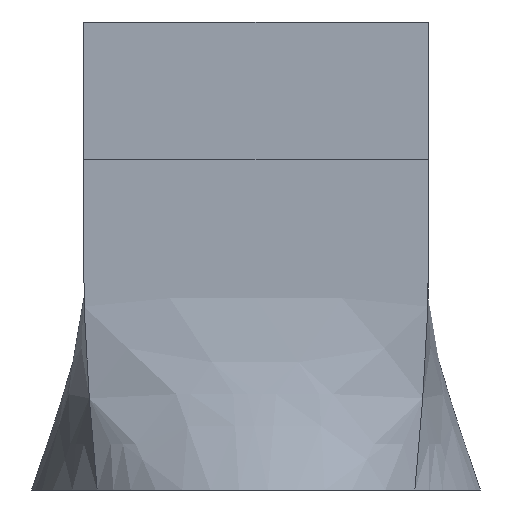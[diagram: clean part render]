
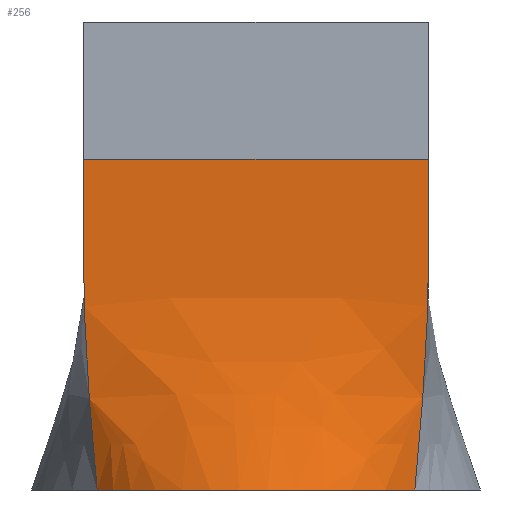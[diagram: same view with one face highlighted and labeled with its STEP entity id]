
A CAD part, left-side view. The second image highlights one B-rep face of the part: STEP entity #256.
In plain terms, the highlighted free-form (B-spline) face has degree [3, 3] with [18, 5] control points.
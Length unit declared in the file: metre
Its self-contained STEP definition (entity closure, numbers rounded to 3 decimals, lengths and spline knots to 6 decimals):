
#12=B_SPLINE_CURVE_WITH_KNOTS('',3,(#483,#484,#485,#486,#487,#488,#489),
 .UNSPECIFIED.,.F.,.F.,(4,1,1,1,4),(0.,0.25,0.5,0.75,1.),.UNSPECIFIED.);
#15=B_SPLINE_CURVE_WITH_KNOTS('',3,(#596,#597,#598,#599,#600,#601,#602),
 .UNSPECIFIED.,.F.,.F.,(4,1,1,1,4),(0.,0.25,0.5,0.75,1.),.UNSPECIFIED.);
#16=B_SPLINE_CURVE_WITH_KNOTS('',3,(#604,#605,#606,#607,#608,#609,#610),
 .UNSPECIFIED.,.F.,.F.,(4,1,1,1,4),(0.,0.25,0.5,0.75,1.),.UNSPECIFIED.);
#21=B_SPLINE_SURFACE_WITH_KNOTS('',3,3,((#506,#507,#508,#509,#510),(#511,
#512,#513,#514,#515),(#516,#517,#518,#519,#520),(#521,#522,#523,#524,#525),
(#526,#527,#528,#529,#530),(#531,#532,#533,#534,#535),(#536,#537,#538,#539,
#540),(#541,#542,#543,#544,#545),(#546,#547,#548,#549,#550),(#551,#552,
#553,#554,#555),(#556,#557,#558,#559,#560),(#561,#562,#563,#564,#565),(#566,
#567,#568,#569,#570),(#571,#572,#573,#574,#575),(#576,#577,#578,#579,#580),
(#581,#582,#583,#584,#585),(#586,#587,#588,#589,#590),(#591,#592,#593,#594,
#595)),.UNSPECIFIED.,.F.,.F.,.F.,(4,2,2,2,2,2,2,2,4),(4,1,4),(0.,0.125,
0.25,0.375,0.5,0.625,0.75,0.875,1.),(0.,0.580694,1.),
 .UNSPECIFIED.);
#79=ORIENTED_EDGE('',*,*,#121,.T.);
#80=ORIENTED_EDGE('',*,*,#110,.F.);
#81=ORIENTED_EDGE('',*,*,#124,.F.);
#82=ORIENTED_EDGE('',*,*,#125,.T.);
#110=EDGE_CURVE('',#137,#142,#165,.T.);
#121=EDGE_CURVE('',#147,#142,#12,.F.);
#124=EDGE_CURVE('',#149,#137,#15,.F.);
#125=EDGE_CURVE('',#149,#147,#16,.F.);
#137=VERTEX_POINT('',#360);
#142=VERTEX_POINT('',#372);
#147=VERTEX_POINT('',#490);
#149=VERTEX_POINT('',#603);
#165=LINE('',#371,#189);
#189=VECTOR('',#312,1.);
#213=EDGE_LOOP('',(#79,#80,#81,#82));
#231=FACE_BOUND('',#213,.T.);
#256=ADVANCED_FACE('',(#231),#21,.T.);
#312=DIRECTION('',(0.,-1.,0.));
#360=CARTESIAN_POINT('',(-0.031431,0.031431,0.0004));
#371=CARTESIAN_POINT('',(-0.031431,0.,0.0004));
#372=CARTESIAN_POINT('',(-0.031431,-0.031431,0.0004));
#483=CARTESIAN_POINT('',(-0.031431,-0.031431,0.0004));
#484=CARTESIAN_POINT('',(-0.031504,-0.031504,-0.004653));
#485=CARTESIAN_POINT('',(-0.031659,-0.031659,-0.014761));
#486=CARTESIAN_POINT('',(-0.031374,-0.031374,-0.029884));
#487=CARTESIAN_POINT('',(-0.030343,-0.030343,-0.044954));
#488=CARTESIAN_POINT('',(-0.029443,-0.029443,-0.054985));
#489=CARTESIAN_POINT('',(-0.028991,-0.028991,-0.06));
#490=CARTESIAN_POINT('',(-0.028991,-0.028991,-0.06));
#506=CARTESIAN_POINT('',(-0.028991,0.028991,-0.06));
#507=CARTESIAN_POINT('',(-0.030041,0.030041,-0.04835));
#508=CARTESIAN_POINT('',(-0.031848,0.031848,-0.028289));
#509=CARTESIAN_POINT('',(-0.031554,0.031554,-0.008076));
#510=CARTESIAN_POINT('',(-0.031431,0.031431,0.0004));
#511=CARTESIAN_POINT('',(-0.030889,0.027094,-0.06));
#512=CARTESIAN_POINT('',(-0.031122,0.027833,-0.04835));
#513=CARTESIAN_POINT('',(-0.031523,0.029105,-0.028289));
#514=CARTESIAN_POINT('',(-0.031458,0.028898,-0.008076));
#515=CARTESIAN_POINT('',(-0.031431,0.028812,0.0004));
#516=CARTESIAN_POINT('',(-0.032599,0.02501,-0.06));
#517=CARTESIAN_POINT('',(-0.032097,0.025518,-0.04835));
#518=CARTESIAN_POINT('',(-0.031231,0.026394,-0.028289));
#519=CARTESIAN_POINT('',(-0.031372,0.026252,-0.008076));
#520=CARTESIAN_POINT('',(-0.031431,0.026192,0.0004));
#521=CARTESIAN_POINT('',(-0.035581,0.020547,-0.06));
#522=CARTESIAN_POINT('',(-0.033796,0.020722,-0.04835));
#523=CARTESIAN_POINT('',(-0.030722,0.021023,-0.028289));
#524=CARTESIAN_POINT('',(-0.031221,0.020974,-0.008076));
#525=CARTESIAN_POINT('',(-0.031431,0.020954,0.0004));
#526=CARTESIAN_POINT('',(-0.036852,0.018169,-0.06));
#527=CARTESIAN_POINT('',(-0.03452,0.01824,-0.04835));
#528=CARTESIAN_POINT('',(-0.030505,0.018363,-0.028289));
#529=CARTESIAN_POINT('',(-0.031157,0.018343,-0.008076));
#530=CARTESIAN_POINT('',(-0.031431,0.018335,0.0004));
#531=CARTESIAN_POINT('',(-0.038906,0.013211,-0.06));
#532=CARTESIAN_POINT('',(-0.035691,0.013162,-0.04835));
#533=CARTESIAN_POINT('',(-0.030154,0.013077,-0.028289));
#534=CARTESIAN_POINT('',(-0.031054,0.01309,-0.008076));
#535=CARTESIAN_POINT('',(-0.031431,0.013096,0.0004));
#536=CARTESIAN_POINT('',(-0.039689,0.010631,-0.06));
#537=CARTESIAN_POINT('',(-0.036137,0.010565,-0.04835));
#538=CARTESIAN_POINT('',(-0.03002,0.010451,-0.028289));
#539=CARTESIAN_POINT('',(-0.031014,0.010469,-0.008076));
#540=CARTESIAN_POINT('',(-0.031431,0.010477,0.0004));
#541=CARTESIAN_POINT('',(-0.040736,0.005367,-0.06));
#542=CARTESIAN_POINT('',(-0.036734,0.005312,-0.04835));
#543=CARTESIAN_POINT('',(-0.029842,0.005217,-0.028289));
#544=CARTESIAN_POINT('',(-0.030961,0.005232,-0.008076));
#545=CARTESIAN_POINT('',(-0.031431,0.005238,0.0004));
#546=CARTESIAN_POINT('',(-0.041,0.002683,-0.06));
#547=CARTESIAN_POINT('',(-0.036884,0.002656,-0.04835));
#548=CARTESIAN_POINT('',(-0.029796,0.002608,-0.028289));
#549=CARTESIAN_POINT('',(-0.030948,0.002616,-0.008076));
#550=CARTESIAN_POINT('',(-0.031431,0.002619,0.0004));
#551=CARTESIAN_POINT('',(-0.041,-0.002683,-0.06));
#552=CARTESIAN_POINT('',(-0.036884,-0.002656,-0.04835));
#553=CARTESIAN_POINT('',(-0.029796,-0.002608,-0.028289));
#554=CARTESIAN_POINT('',(-0.030948,-0.002616,-0.008076));
#555=CARTESIAN_POINT('',(-0.031431,-0.002619,0.0004));
#556=CARTESIAN_POINT('',(-0.040736,-0.005367,-0.06));
#557=CARTESIAN_POINT('',(-0.036734,-0.005312,-0.04835));
#558=CARTESIAN_POINT('',(-0.029842,-0.005217,-0.028289));
#559=CARTESIAN_POINT('',(-0.030961,-0.005232,-0.008076));
#560=CARTESIAN_POINT('',(-0.031431,-0.005238,0.0004));
#561=CARTESIAN_POINT('',(-0.039689,-0.010631,-0.06));
#562=CARTESIAN_POINT('',(-0.036137,-0.010565,-0.04835));
#563=CARTESIAN_POINT('',(-0.03002,-0.010451,-0.028289));
#564=CARTESIAN_POINT('',(-0.031014,-0.010469,-0.008076));
#565=CARTESIAN_POINT('',(-0.031431,-0.010477,0.0004));
#566=CARTESIAN_POINT('',(-0.038906,-0.013211,-0.06));
#567=CARTESIAN_POINT('',(-0.035691,-0.013162,-0.04835));
#568=CARTESIAN_POINT('',(-0.030154,-0.013077,-0.028289));
#569=CARTESIAN_POINT('',(-0.031054,-0.01309,-0.008076));
#570=CARTESIAN_POINT('',(-0.031431,-0.013096,0.0004));
#571=CARTESIAN_POINT('',(-0.036852,-0.018169,-0.06));
#572=CARTESIAN_POINT('',(-0.03452,-0.01824,-0.04835));
#573=CARTESIAN_POINT('',(-0.030505,-0.018363,-0.028289));
#574=CARTESIAN_POINT('',(-0.031157,-0.018343,-0.008076));
#575=CARTESIAN_POINT('',(-0.031431,-0.018335,0.0004));
#576=CARTESIAN_POINT('',(-0.035581,-0.020547,-0.06));
#577=CARTESIAN_POINT('',(-0.033796,-0.020722,-0.04835));
#578=CARTESIAN_POINT('',(-0.030722,-0.021023,-0.028289));
#579=CARTESIAN_POINT('',(-0.031221,-0.020974,-0.008076));
#580=CARTESIAN_POINT('',(-0.031431,-0.020954,0.0004));
#581=CARTESIAN_POINT('',(-0.032599,-0.02501,-0.06));
#582=CARTESIAN_POINT('',(-0.032097,-0.025518,-0.04835));
#583=CARTESIAN_POINT('',(-0.031231,-0.026394,-0.028289));
#584=CARTESIAN_POINT('',(-0.031372,-0.026252,-0.008076));
#585=CARTESIAN_POINT('',(-0.031431,-0.026192,0.0004));
#586=CARTESIAN_POINT('',(-0.030889,-0.027094,-0.06));
#587=CARTESIAN_POINT('',(-0.031122,-0.027833,-0.04835));
#588=CARTESIAN_POINT('',(-0.031523,-0.029105,-0.028289));
#589=CARTESIAN_POINT('',(-0.031458,-0.028898,-0.008076));
#590=CARTESIAN_POINT('',(-0.031431,-0.028812,0.0004));
#591=CARTESIAN_POINT('',(-0.028991,-0.028991,-0.06));
#592=CARTESIAN_POINT('',(-0.030041,-0.030041,-0.04835));
#593=CARTESIAN_POINT('',(-0.031848,-0.031848,-0.028289));
#594=CARTESIAN_POINT('',(-0.031554,-0.031554,-0.008076));
#595=CARTESIAN_POINT('',(-0.031431,-0.031431,0.0004));
#596=CARTESIAN_POINT('',(-0.031431,0.031431,0.0004));
#597=CARTESIAN_POINT('',(-0.031504,0.031504,-0.004653));
#598=CARTESIAN_POINT('',(-0.031659,0.031659,-0.014761));
#599=CARTESIAN_POINT('',(-0.031374,0.031374,-0.029884));
#600=CARTESIAN_POINT('',(-0.030343,0.030343,-0.044954));
#601=CARTESIAN_POINT('',(-0.029443,0.029443,-0.054985));
#602=CARTESIAN_POINT('',(-0.028991,0.028991,-0.06));
#603=CARTESIAN_POINT('',(-0.028991,0.028991,-0.06));
#604=CARTESIAN_POINT('',(-0.028991,-0.028991,-0.06));
#605=CARTESIAN_POINT('',(-0.032789,-0.025194,-0.06));
#606=CARTESIAN_POINT('',(-0.038864,-0.0161,-0.06));
#607=CARTESIAN_POINT('',(-0.042068,0.,-0.06));
#608=CARTESIAN_POINT('',(-0.038863,0.0161,-0.06));
#609=CARTESIAN_POINT('',(-0.03279,0.025193,-0.06));
#610=CARTESIAN_POINT('',(-0.028991,0.028991,-0.06));
